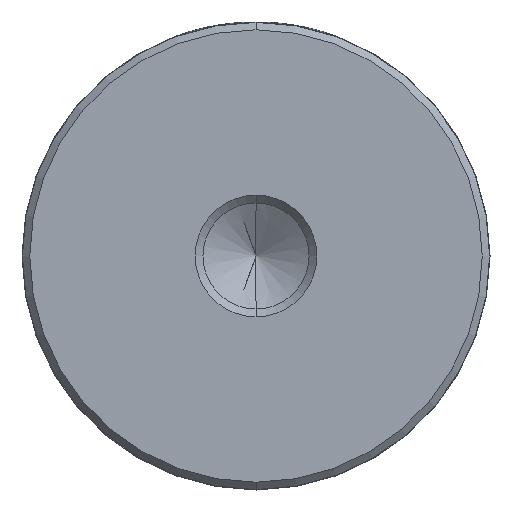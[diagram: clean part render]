
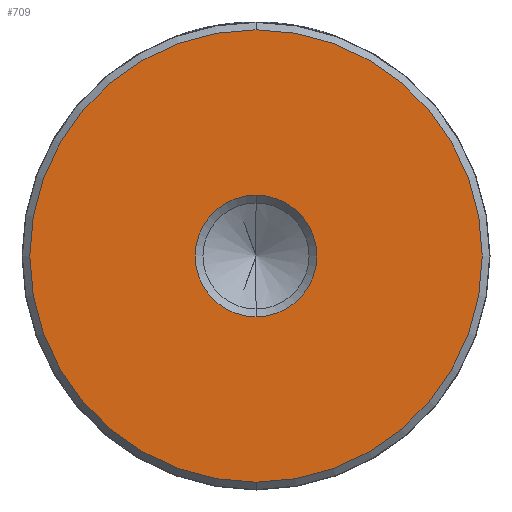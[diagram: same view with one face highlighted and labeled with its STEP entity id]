
A CAD part, front view. The second image highlights one B-rep face of the part: STEP entity #709.
In plain terms, the highlighted planar face has unit normal (0, -1, 0).
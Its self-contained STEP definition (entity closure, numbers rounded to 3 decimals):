
#55 = AXIS2_PLACEMENT_3D ( 'NONE', #794, #65, #910 ) ;
#59 = FACE_OUTER_BOUND ( 'NONE', #1477, .T. ) ;
#65 = DIRECTION ( 'NONE',  ( 0., -1., 0. ) ) ;
#70 = ORIENTED_EDGE ( 'NONE', *, *, #819, .T. ) ;
#110 = AXIS2_PLACEMENT_3D ( 'NONE', #119, #970, #235 ) ;
#119 = CARTESIAN_POINT ( 'NONE',  ( 0., -52., 0. ) ) ;
#173 = CARTESIAN_POINT ( 'NONE',  ( 0., -52., 0. ) ) ;
#185 = CARTESIAN_POINT ( 'NONE',  ( 0., -52., 3.9 ) ) ;
#235 = DIRECTION ( 'NONE',  ( 0., 0., -1. ) ) ;
#293 = DIRECTION ( 'NONE',  ( 0., 0., -1. ) ) ;
#295 = CARTESIAN_POINT ( 'NONE',  ( 0., -52., 0. ) ) ;
#320 = EDGE_LOOP ( 'NONE', ( #1563, #70 ) ) ;
#355 = CARTESIAN_POINT ( 'NONE',  ( 0., -52., -3.9 ) ) ;
#427 = DIRECTION ( 'NONE',  ( 0., 0., -1. ) ) ;
#578 = DIRECTION ( 'NONE',  ( 0., -1., 0. ) ) ;
#637 = VERTEX_POINT ( 'NONE', #1488 ) ;
#699 = CARTESIAN_POINT ( 'NONE',  ( 15., -52., 0. ) ) ;
#709 = ADVANCED_FACE ( 'NONE', ( #1079, #59 ), #1321, .T. ) ;
#731 = ORIENTED_EDGE ( 'NONE', *, *, #1014, .T. ) ;
#794 = CARTESIAN_POINT ( 'NONE',  ( 0., -52., 0. ) ) ;
#819 = EDGE_CURVE ( 'NONE', #869, #1174, #1584, .T. ) ;
#827 = AXIS2_PLACEMENT_3D ( 'NONE', #699, #578, #1457 ) ;
#855 = EDGE_CURVE ( 'NONE', #1411, #637, #1539, .T. ) ;
#869 = VERTEX_POINT ( 'NONE', #185 ) ;
#893 = CARTESIAN_POINT ( 'NONE',  ( 0., -52., 14.5 ) ) ;
#910 = DIRECTION ( 'NONE',  ( 0., 0., -1. ) ) ;
#970 = DIRECTION ( 'NONE',  ( 0., 1., 0. ) ) ;
#1014 = EDGE_CURVE ( 'NONE', #637, #1411, #1052, .T. ) ;
#1034 = DIRECTION ( 'NONE',  ( 0., 1., 0. ) ) ;
#1052 = CIRCLE ( 'NONE', #1284, 14.5 ) ;
#1079 = FACE_BOUND ( 'NONE', #320, .T. ) ;
#1137 = ORIENTED_EDGE ( 'NONE', *, *, #855, .T. ) ;
#1161 = DIRECTION ( 'NONE',  ( 0., -1., 0. ) ) ;
#1174 = VERTEX_POINT ( 'NONE', #355 ) ;
#1189 = CIRCLE ( 'NONE', #110, 3.9 ) ;
#1195 = EDGE_CURVE ( 'NONE', #1174, #869, #1189, .T. ) ;
#1284 = AXIS2_PLACEMENT_3D ( 'NONE', #295, #1161, #427 ) ;
#1321 = PLANE ( 'NONE',  #827 ) ;
#1411 = VERTEX_POINT ( 'NONE', #893 ) ;
#1457 = DIRECTION ( 'NONE',  ( 0., 0., -1. ) ) ;
#1477 = EDGE_LOOP ( 'NONE', ( #1137, #731 ) ) ;
#1488 = CARTESIAN_POINT ( 'NONE',  ( 0., -52., -14.5 ) ) ;
#1500 = AXIS2_PLACEMENT_3D ( 'NONE', #173, #1034, #293 ) ;
#1539 = CIRCLE ( 'NONE', #55, 14.5 ) ;
#1563 = ORIENTED_EDGE ( 'NONE', *, *, #1195, .T. ) ;
#1584 = CIRCLE ( 'NONE', #1500, 3.9 ) ;
